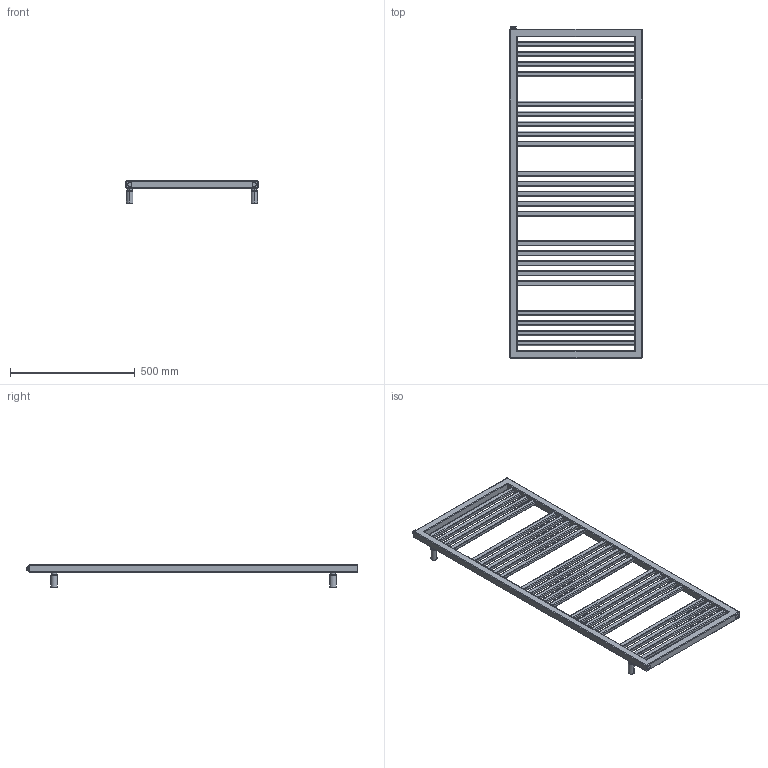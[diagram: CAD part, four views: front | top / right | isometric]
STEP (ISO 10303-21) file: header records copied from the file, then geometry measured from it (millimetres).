
FILE_DESCRIPTION((''),'2;1');
FILE_NAME('3551826102004_3D_SITO_ASM','2023-12-04T17:12:18',('PC132'),(''),'CREO PARAMETRIC BY PTC INC, 2023092','CREO PARAMETRIC BY PTC INC, 2023092','');
FILE_SCHEMA(('AUTOMOTIVE_DESIGN { 1 0 10303 214 1 1 1 1 }'));
Length unit declared in the file: millimetre
Products named in the file (3): 2551820502004_3D_SITO; 1041001240002; 3551826102004_3D_SITO_ASM
Assembly tree (2 placements, depth 2):
  3551826102004_3D_SITO_ASM
    2551820502004_3D_SITO
    1041001240002
Bounding box: 530 x 1333 x 90 mm (x, y, z)
Volume: 6494831.7 mm3; surface area: 1127725.9 mm2
Topology: 2 solids, 3 shells, 391 faces, 1005 edges, 632 vertices
Faces by surface type: cylinder 162, plane 147, torus 44, bspline 18, extrusion 8, cone 8, sphere 4
Entity records: 20368 total; most frequent: CARTESIAN_POINT 3881, DIRECTION 2313, ORIENTED_EDGE 2010, PRESENTATION_STYLE_ASSIGNMENT 1198, STYLED_ITEM 1129, CURVE_STYLE 1127, EDGE_CURVE 1005, AXIS2_PLACEMENT_3D 823
